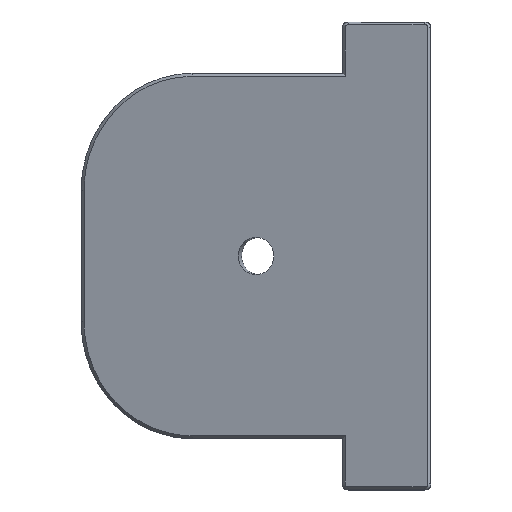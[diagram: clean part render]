
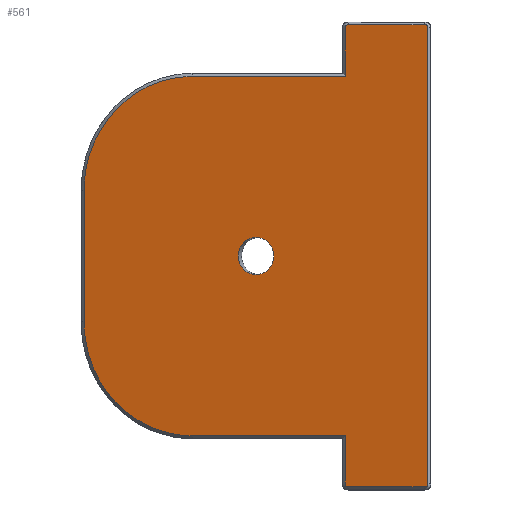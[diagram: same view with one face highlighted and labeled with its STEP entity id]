
A CAD part, top view. The second image highlights one B-rep face of the part: STEP entity #561.
In plain terms, the highlighted planar face has unit normal (-0.292, 0, 0.956).
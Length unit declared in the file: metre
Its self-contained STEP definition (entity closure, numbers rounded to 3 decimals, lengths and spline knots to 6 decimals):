
#27=CIRCLE('',#611,0.003175);
#45=LINE('',#808,#84);
#46=LINE('',#810,#85);
#47=LINE('',#820,#86);
#48=LINE('',#830,#87);
#49=LINE('',#832,#88);
#50=LINE('',#844,#89);
#51=LINE('',#851,#90);
#52=LINE('',#858,#91);
#84=VECTOR('',#658,1.);
#85=VECTOR('',#659,1.);
#86=VECTOR('',#660,1.);
#87=VECTOR('',#661,1.);
#88=VECTOR('',#662,1.);
#89=VECTOR('',#663,1.);
#90=VECTOR('',#664,1.);
#91=VECTOR('',#665,1.);
#131=ORIENTED_EDGE('',*,*,#301,.T.);
#132=ORIENTED_EDGE('',*,*,#302,.T.);
#133=ORIENTED_EDGE('',*,*,#303,.T.);
#134=ORIENTED_EDGE('',*,*,#304,.T.);
#135=ORIENTED_EDGE('',*,*,#305,.T.);
#136=ORIENTED_EDGE('',*,*,#306,.T.);
#137=ORIENTED_EDGE('',*,*,#307,.T.);
#138=ORIENTED_EDGE('',*,*,#308,.T.);
#139=ORIENTED_EDGE('',*,*,#309,.T.);
#140=ORIENTED_EDGE('',*,*,#310,.T.);
#141=ORIENTED_EDGE('',*,*,#311,.T.);
#142=ORIENTED_EDGE('',*,*,#312,.T.);
#143=ORIENTED_EDGE('',*,*,#313,.T.);
#144=ORIENTED_EDGE('',*,*,#314,.T.);
#145=ORIENTED_EDGE('',*,*,#315,.T.);
#301=EDGE_CURVE('',#386,#387,#422,.T.);
#302=EDGE_CURVE('',#387,#388,#45,.T.);
#303=EDGE_CURVE('',#388,#389,#46,.T.);
#304=EDGE_CURVE('',#389,#390,#423,.T.);
#305=EDGE_CURVE('',#390,#391,#47,.T.);
#306=EDGE_CURVE('',#391,#392,#424,.T.);
#307=EDGE_CURVE('',#392,#393,#48,.T.);
#308=EDGE_CURVE('',#393,#394,#49,.T.);
#309=EDGE_CURVE('',#394,#395,#425,.T.);
#310=EDGE_CURVE('',#395,#396,#50,.T.);
#311=EDGE_CURVE('',#396,#397,#426,.T.);
#312=EDGE_CURVE('',#397,#398,#51,.T.);
#313=EDGE_CURVE('',#398,#399,#427,.T.);
#314=EDGE_CURVE('',#399,#386,#52,.T.);
#315=EDGE_CURVE('',#400,#400,#27,.T.);
#386=VERTEX_POINT('',#806);
#387=VERTEX_POINT('',#807);
#388=VERTEX_POINT('',#809);
#389=VERTEX_POINT('',#811);
#390=VERTEX_POINT('',#819);
#391=VERTEX_POINT('',#821);
#392=VERTEX_POINT('',#829);
#393=VERTEX_POINT('',#831);
#394=VERTEX_POINT('',#833);
#395=VERTEX_POINT('',#843);
#396=VERTEX_POINT('',#845);
#397=VERTEX_POINT('',#850);
#398=VERTEX_POINT('',#852);
#399=VERTEX_POINT('',#857);
#400=VERTEX_POINT('',#860);
#422=B_SPLINE_CURVE_WITH_KNOTS('',3,(#797,#798,#799,#800,#801,#802,#803,
#804,#805),.UNSPECIFIED.,.F.,.F.,(4,1,1,1,1,1,4),(0.,0.25,0.5,0.625,0.75,
0.875,1.),.UNSPECIFIED.);
#423=B_SPLINE_CURVE_WITH_KNOTS('',3,(#812,#813,#814,#815,#816,#817,#818),
 .UNSPECIFIED.,.F.,.F.,(4,1,1,1,4),(0.,0.25,0.5,0.75,1.),.UNSPECIFIED.);
#424=B_SPLINE_CURVE_WITH_KNOTS('',3,(#822,#823,#824,#825,#826,#827,#828),
 .UNSPECIFIED.,.F.,.F.,(4,1,1,1,4),(0.,0.25,0.5,0.75,1.),.UNSPECIFIED.);
#425=B_SPLINE_CURVE_WITH_KNOTS('',3,(#834,#835,#836,#837,#838,#839,#840,
#841,#842),.UNSPECIFIED.,.F.,.F.,(4,1,1,1,1,1,4),(0.,0.125,0.25,0.375,0.5,
0.75,1.),.UNSPECIFIED.);
#426=B_SPLINE_CURVE_WITH_KNOTS('',3,(#846,#847,#848,#849),.UNSPECIFIED.,
 .F.,.F.,(4,4),(0.,1.),.UNSPECIFIED.);
#427=B_SPLINE_CURVE_WITH_KNOTS('',3,(#853,#854,#855,#856),.UNSPECIFIED.,
 .F.,.F.,(4,4),(0.,1.),.UNSPECIFIED.);
#462=EDGE_LOOP('',(#131,#132,#133,#134,#135,#136,#137,#138,#139,#140,#141,
#142,#143,#144));
#463=EDGE_LOOP('',(#145));
#501=FACE_BOUND('',#462,.T.);
#502=FACE_BOUND('',#463,.T.);
#540=PLANE('',#610);
#561=ADVANCED_FACE('',(#501,#502),#540,.F.);
#610=AXIS2_PLACEMENT_3D('',#796,#656,#657);
#611=AXIS2_PLACEMENT_3D('',#859,#666,#667);
#656=DIRECTION('',(0.292,0.,-0.956));
#657=DIRECTION('',(0.956,0.,0.292));
#658=DIRECTION('',(0.,-1.,0.));
#659=DIRECTION('',(-0.956,0.,-0.292));
#660=DIRECTION('',(0.,-1.,0.));
#661=DIRECTION('',(0.956,0.,0.292));
#662=DIRECTION('',(0.,-1.,0.));
#663=DIRECTION('',(0.956,0.,0.292));
#664=DIRECTION('',(0.,1.,0.));
#665=DIRECTION('',(-0.956,0.,-0.292));
#666=DIRECTION('',(0.292,0.,-0.956));
#667=DIRECTION('',(-0.956,0.,-0.292));
#796=CARTESIAN_POINT('',(0.,0.,0.));
#797=CARTESIAN_POINT('',(0.015677,0.0395,0.004793));
#798=CARTESIAN_POINT('',(0.015603,0.039493,0.00477));
#799=CARTESIAN_POINT('',(0.015478,0.039466,0.004732));
#800=CARTESIAN_POINT('',(0.01538,0.039416,0.004702));
#801=CARTESIAN_POINT('',(0.015322,0.039333,0.004684));
#802=CARTESIAN_POINT('',(0.01533,0.039256,0.004687));
#803=CARTESIAN_POINT('',(0.015303,0.039103,0.004678));
#804=CARTESIAN_POINT('',(0.015301,0.039033,0.004678));
#805=CARTESIAN_POINT('',(0.015301,0.039,0.004678));
#806=CARTESIAN_POINT('',(0.015677,0.0395,0.004793));
#807=CARTESIAN_POINT('',(0.015301,0.039,0.004678));
#808=CARTESIAN_POINT('',(0.015301,0.03125,0.004678));
#809=CARTESIAN_POINT('',(0.015301,0.03075,0.004678));
#810=CARTESIAN_POINT('',(-0.010758,0.03075,-0.003289));
#811=CARTESIAN_POINT('',(-0.010905,0.03075,-0.003334));
#812=CARTESIAN_POINT('',(-0.010905,0.03075,-0.003334));
#813=CARTESIAN_POINT('',(-0.013341,0.03073,-0.004079));
#814=CARTESIAN_POINT('',(-0.018186,0.029682,-0.00556));
#815=CARTESIAN_POINT('',(-0.02434,0.025336,-0.007441));
#816=CARTESIAN_POINT('',(-0.028446,0.018866,-0.008697));
#817=CARTESIAN_POINT('',(-0.029406,0.01379,-0.00899));
#818=CARTESIAN_POINT('',(-0.029406,0.01125,-0.00899));
#819=CARTESIAN_POINT('',(-0.029406,0.01125,-0.00899));
#820=CARTESIAN_POINT('',(-0.029406,-0.01125,-0.00899));
#821=CARTESIAN_POINT('',(-0.029406,-0.01125,-0.00899));
#822=CARTESIAN_POINT('',(-0.029406,-0.01125,-0.00899));
#823=CARTESIAN_POINT('',(-0.029406,-0.013796,-0.00899));
#824=CARTESIAN_POINT('',(-0.028444,-0.018869,-0.008696));
#825=CARTESIAN_POINT('',(-0.024337,-0.025339,-0.007441));
#826=CARTESIAN_POINT('',(-0.018182,-0.029684,-0.005559));
#827=CARTESIAN_POINT('',(-0.013339,-0.03073,-0.004078));
#828=CARTESIAN_POINT('',(-0.010905,-0.03075,-0.003334));
#829=CARTESIAN_POINT('',(-0.010905,-0.03075,-0.003334));
#830=CARTESIAN_POINT('',(0.014823,-0.03075,0.004532));
#831=CARTESIAN_POINT('',(0.015301,-0.03075,0.004678));
#832=CARTESIAN_POINT('',(0.015301,-0.039,0.004678));
#833=CARTESIAN_POINT('',(0.015301,-0.039,0.004678));
#834=CARTESIAN_POINT('',(0.015301,-0.039,0.004678));
#835=CARTESIAN_POINT('',(0.015301,-0.039033,0.004678));
#836=CARTESIAN_POINT('',(0.015302,-0.039101,0.004678));
#837=CARTESIAN_POINT('',(0.015332,-0.039264,0.004687));
#838=CARTESIAN_POINT('',(0.015321,-0.039328,0.004684));
#839=CARTESIAN_POINT('',(0.015381,-0.039419,0.004702));
#840=CARTESIAN_POINT('',(0.015475,-0.039464,0.004731));
#841=CARTESIAN_POINT('',(0.015602,-0.039493,0.00477));
#842=CARTESIAN_POINT('',(0.015677,-0.0395,0.004793));
#843=CARTESIAN_POINT('',(0.015677,-0.0395,0.004793));
#844=CARTESIAN_POINT('',(0.028885,-0.0395,0.008831));
#845=CARTESIAN_POINT('',(0.028738,-0.0395,0.008786));
#846=CARTESIAN_POINT('',(0.028738,-0.0395,0.008786));
#847=CARTESIAN_POINT('',(0.029307,-0.039554,0.00896));
#848=CARTESIAN_POINT('',(0.029406,-0.039409,0.00899));
#849=CARTESIAN_POINT('',(0.029406,-0.039,0.00899));
#850=CARTESIAN_POINT('',(0.029406,-0.039,0.00899));
#851=CARTESIAN_POINT('',(0.029406,0.039,0.00899));
#852=CARTESIAN_POINT('',(0.029406,0.039,0.00899));
#853=CARTESIAN_POINT('',(0.029406,0.039,0.00899));
#854=CARTESIAN_POINT('',(0.029406,0.039402,0.00899));
#855=CARTESIAN_POINT('',(0.029314,0.039555,0.008962));
#856=CARTESIAN_POINT('',(0.028738,0.0395,0.008786));
#857=CARTESIAN_POINT('',(0.028738,0.0395,0.008786));
#858=CARTESIAN_POINT('',(0.015823,0.0395,0.004837));
#859=CARTESIAN_POINT('',(0.,0.,0.));
#860=CARTESIAN_POINT('',(-0.003036,0.,-0.000928));
